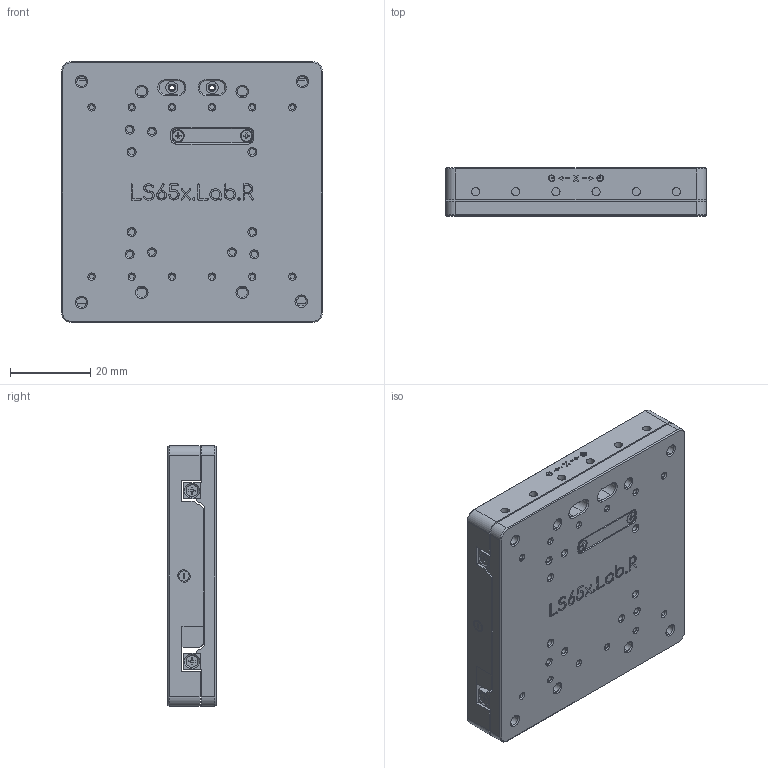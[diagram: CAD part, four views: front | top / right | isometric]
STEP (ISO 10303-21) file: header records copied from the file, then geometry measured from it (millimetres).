
FILE_DESCRIPTION (( 'STEP AP214' ), '1' );
FILE_NAME ('LS65x.Lab.R - web.STEP', '2022-05-23T03:08:48', ( '' ), ( '' ), 'SwSTEP 2.0', 'SolidWorks 2020', '' );
FILE_SCHEMA (( 'AUTOMOTIVE_DESIGN' ));
Length unit declared in the file: millimetre
Products named in the file (1): LS65x.Lab.R - web
Bounding box: 65 x 12 x 65 mm (x, y, z)
Volume: 45184.3 mm3; surface area: 38388 mm2
Topology: 37 solids, 37 shells, 3372 faces, 8676 edges, 5609 vertices
Faces by surface type: plane 1703, bspline 842, cylinder 663, cone 164
Entity records: 150734 total; most frequent: CARTESIAN_POINT 36544, ORIENTED_EDGE 17336, DIRECTION 12994, EDGE_CURVE 8668, VERTEX_POINT 5609, LINE 4966, VECTOR 4966, AXIS2_PLACEMENT_3D 4014
